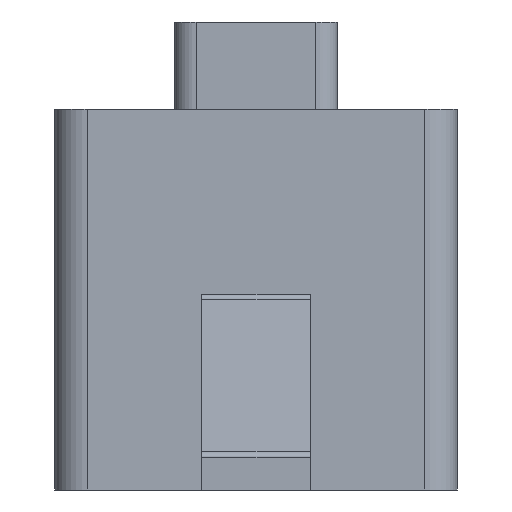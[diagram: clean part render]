
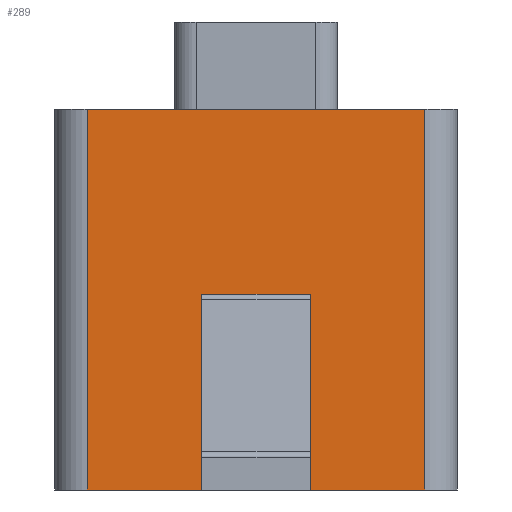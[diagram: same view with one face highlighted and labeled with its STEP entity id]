
A CAD part, left-side view. The second image highlights one B-rep face of the part: STEP entity #289.
In plain terms, the highlighted planar face has unit normal (-1, 0, 0).
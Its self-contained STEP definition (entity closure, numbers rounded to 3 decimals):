
#65 = VERTEX_POINT('',#66);
#66 = CARTESIAN_POINT('',(-3.05,-0.5,1.5));
#72 = EDGE_CURVE('',#73,#65,#75,.T.);
#73 = VERTEX_POINT('',#74);
#74 = CARTESIAN_POINT('',(-3.05,0.5,1.5));
#75 = LINE('',#76,#77);
#76 = CARTESIAN_POINT('',(-3.05,0.5,1.5));
#77 = VECTOR('',#78,1.);
#78 = DIRECTION('',(0.,-1.,0.));
#188 = VERTEX_POINT('',#189);
#189 = CARTESIAN_POINT('',(-3.05,0.5,1.8));
#195 = EDGE_CURVE('',#73,#188,#196,.T.);
#196 = LINE('',#197,#198);
#197 = CARTESIAN_POINT('',(-3.05,0.5,1.5));
#198 = VECTOR('',#199,1.);
#199 = DIRECTION('',(0.,0.,1.));
#272 = VERTEX_POINT('',#273);
#273 = CARTESIAN_POINT('',(-3.05,-0.5,1.8));
#279 = EDGE_CURVE('',#65,#272,#280,.T.);
#280 = LINE('',#281,#282);
#281 = CARTESIAN_POINT('',(-3.05,-0.5,1.5));
#282 = VECTOR('',#283,1.);
#283 = DIRECTION('',(0.,0.,1.));
#289 = ADVANCED_FACE('',(#290,#324),#335,.T.);
#290 = FACE_BOUND('',#291,.T.);
#291 = EDGE_LOOP('',(#292,#302,#310,#318));
#292 = ORIENTED_EDGE('',*,*,#293,.F.);
#293 = EDGE_CURVE('',#294,#296,#298,.T.);
#294 = VERTEX_POINT('',#295);
#295 = CARTESIAN_POINT('',(-3.05,-1.55,0.));
#296 = VERTEX_POINT('',#297);
#297 = CARTESIAN_POINT('',(-3.05,1.55,0.));
#298 = LINE('',#299,#300);
#299 = CARTESIAN_POINT('',(-3.05,-1.85,0.));
#300 = VECTOR('',#301,1.);
#301 = DIRECTION('',(0.,1.,0.));
#302 = ORIENTED_EDGE('',*,*,#303,.T.);
#303 = EDGE_CURVE('',#294,#304,#306,.T.);
#304 = VERTEX_POINT('',#305);
#305 = CARTESIAN_POINT('',(-3.05,-1.55,3.5));
#306 = LINE('',#307,#308);
#307 = CARTESIAN_POINT('',(-3.05,-1.55,0.));
#308 = VECTOR('',#309,1.);
#309 = DIRECTION('',(0.,0.,1.));
#310 = ORIENTED_EDGE('',*,*,#311,.T.);
#311 = EDGE_CURVE('',#304,#312,#314,.T.);
#312 = VERTEX_POINT('',#313);
#313 = CARTESIAN_POINT('',(-3.05,1.55,3.5));
#314 = LINE('',#315,#316);
#315 = CARTESIAN_POINT('',(-3.05,-1.85,3.5));
#316 = VECTOR('',#317,1.);
#317 = DIRECTION('',(0.,1.,0.));
#318 = ORIENTED_EDGE('',*,*,#319,.F.);
#319 = EDGE_CURVE('',#296,#312,#320,.T.);
#320 = LINE('',#321,#322);
#321 = CARTESIAN_POINT('',(-3.05,1.55,0.));
#322 = VECTOR('',#323,1.);
#323 = DIRECTION('',(0.,0.,1.));
#324 = FACE_BOUND('',#325,.T.);
#325 = EDGE_LOOP('',(#326,#327,#328,#334));
#326 = ORIENTED_EDGE('',*,*,#72,.F.);
#327 = ORIENTED_EDGE('',*,*,#195,.T.);
#328 = ORIENTED_EDGE('',*,*,#329,.T.);
#329 = EDGE_CURVE('',#188,#272,#330,.T.);
#330 = LINE('',#331,#332);
#331 = CARTESIAN_POINT('',(-3.05,0.5,1.8));
#332 = VECTOR('',#333,1.);
#333 = DIRECTION('',(0.,-1.,0.));
#334 = ORIENTED_EDGE('',*,*,#279,.F.);
#335 = PLANE('',#336);
#336 = AXIS2_PLACEMENT_3D('',#337,#338,#339);
#337 = CARTESIAN_POINT('',(-3.05,-1.85,0.));
#338 = DIRECTION('',(-1.,0.,0.));
#339 = DIRECTION('',(0.,1.,0.));
